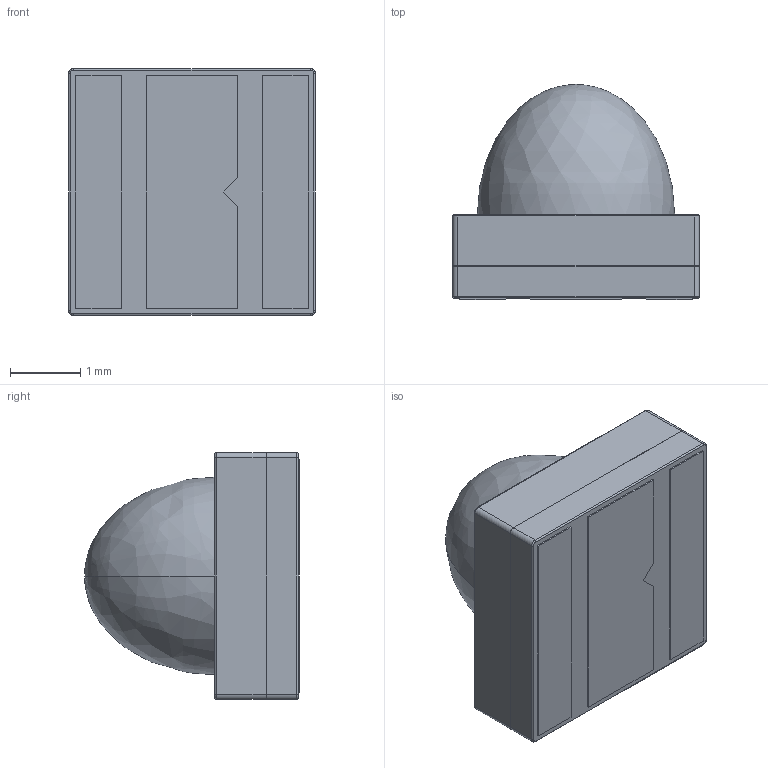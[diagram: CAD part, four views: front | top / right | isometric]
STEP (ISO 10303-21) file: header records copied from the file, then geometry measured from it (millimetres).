
FILE_DESCRIPTION (( 'STEP AP214' ), '1' );
FILE_NAME ('AUV3-SQ32-0RT0K.STEP', '2024-06-03T07:32:04', ( '' ), ( '' ), 'SwSTEP 2.0', 'SolidWorks 2016', '' );
FILE_SCHEMA (( 'AUTOMOTIVE_DESIGN' ));
Length unit declared in the file: millimetre
Products named in the file (1): AUV3-SQ32-0RT0K
Bounding box: 3.5 x 3.05 x 3.5 mm (x, y, z)
Volume: 22.2 mm3; surface area: 57.4 mm2
Topology: 1 solids, 1 shells, 74 faces, 182 edges, 115 vertices
Faces by surface type: plane 46, cylinder 18, torus 8, bspline 2
Entity records: 2896 total; most frequent: CARTESIAN_POINT 406, DIRECTION 370, ORIENTED_EDGE 360, EDGE_CURVE 180, LINE 132, VECTOR 132, AXIS2_PLACEMENT_3D 119, VERTEX_POINT 115
